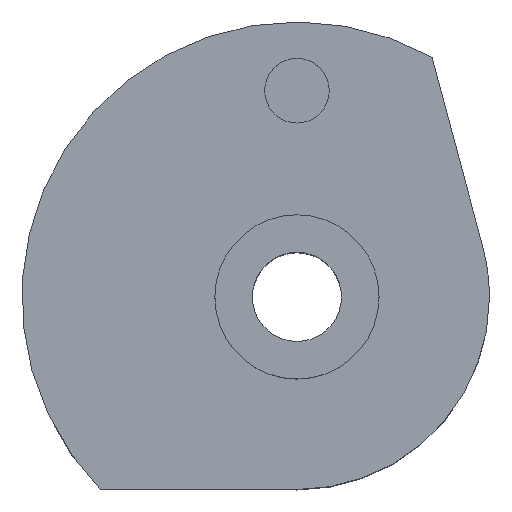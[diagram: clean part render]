
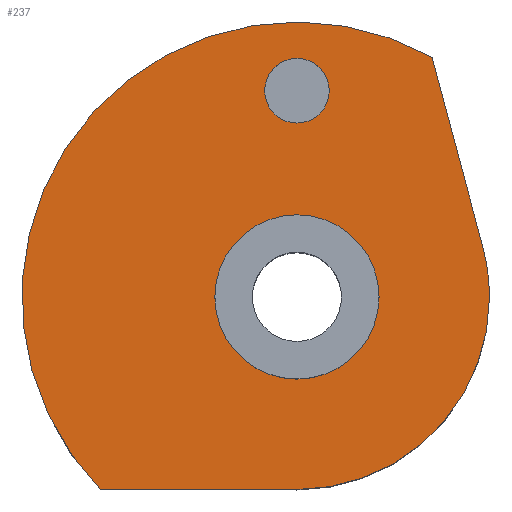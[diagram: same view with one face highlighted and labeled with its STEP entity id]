
A CAD part, top view. The second image highlights one B-rep face of the part: STEP entity #237.
In plain terms, the highlighted planar face has unit normal (0, 0, 1).
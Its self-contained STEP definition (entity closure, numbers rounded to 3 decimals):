
#18=FACE_BOUND('',#58,.T.);
#19=FACE_BOUND('',#59,.T.);
#22=PLANE('',#292);
#38=FACE_OUTER_BOUND('',#57,.T.);
#57=EDGE_LOOP('',(#198,#199,#200,#201,#202));
#58=EDGE_LOOP('',(#203));
#59=EDGE_LOOP('',(#204));
#78=LINE('',#436,#92);
#79=LINE('',#437,#93);
#92=VECTOR('',#362,1000.);
#93=VECTOR('',#363,1000.);
#99=CIRCLE('',#273,1.175);
#104=CIRCLE('',#281,2.985);
#106=CIRCLE('',#284,10.);
#109=CIRCLE('',#288,7.);
#111=CIRCLE('',#290,7.);
#115=VERTEX_POINT('',#390);
#120=VERTEX_POINT('',#406);
#122=VERTEX_POINT('',#412);
#123=VERTEX_POINT('',#413);
#127=VERTEX_POINT('',#423);
#128=VERTEX_POINT('',#425);
#131=VERTEX_POINT('',#431);
#137=EDGE_CURVE('',#115,#115,#99,.T.);
#144=EDGE_CURVE('',#120,#120,#104,.T.);
#147=EDGE_CURVE('',#122,#123,#106,.T.);
#153=EDGE_CURVE('',#128,#127,#109,.T.);
#157=EDGE_CURVE('',#127,#131,#111,.T.);
#158=EDGE_CURVE('',#123,#128,#78,.T.);
#159=EDGE_CURVE('',#131,#122,#79,.T.);
#198=ORIENTED_EDGE('',*,*,#158,.T.);
#199=ORIENTED_EDGE('',*,*,#153,.T.);
#200=ORIENTED_EDGE('',*,*,#157,.T.);
#201=ORIENTED_EDGE('',*,*,#159,.T.);
#202=ORIENTED_EDGE('',*,*,#147,.T.);
#203=ORIENTED_EDGE('',*,*,#144,.F.);
#204=ORIENTED_EDGE('',*,*,#137,.F.);
#237=ADVANCED_FACE('',(#38,#18,#19),#22,.T.);
#273=AXIS2_PLACEMENT_3D('',#392,#314,#315);
#281=AXIS2_PLACEMENT_3D('',#407,#332,#333);
#284=AXIS2_PLACEMENT_3D('',#414,#339,#340);
#288=AXIS2_PLACEMENT_3D('',#426,#350,#351);
#290=AXIS2_PLACEMENT_3D('',#433,#356,#357);
#292=AXIS2_PLACEMENT_3D('',#435,#360,#361);
#314=DIRECTION('center_axis',(0.,0.,1.));
#315=DIRECTION('ref_axis',(1.,0.,0.));
#332=DIRECTION('center_axis',(0.,0.,1.));
#333=DIRECTION('ref_axis',(1.,0.,0.));
#339=DIRECTION('center_axis',(0.,0.,1.));
#340=DIRECTION('ref_axis',(1.,0.,0.));
#350=DIRECTION('center_axis',(0.,0.,1.));
#351=DIRECTION('ref_axis',(1.,0.,0.));
#356=DIRECTION('center_axis',(0.,0.,1.));
#357=DIRECTION('ref_axis',(1.,0.,0.));
#360=DIRECTION('center_axis',(0.,0.,1.));
#361=DIRECTION('ref_axis',(1.,0.,0.));
#362=DIRECTION('',(1.,0.,0.));
#363=DIRECTION('',(-0.259,0.966,0.));
#390=CARTESIAN_POINT('',(-1.175,7.5,9.8));
#392=CARTESIAN_POINT('Origin',(0.,7.5,9.8));
#406=CARTESIAN_POINT('',(2.985,0.,9.8));
#407=CARTESIAN_POINT('Origin',(0.,0.,9.8));
#412=CARTESIAN_POINT('',(4.913,8.71,9.8));
#413=CARTESIAN_POINT('',(-7.141,-7.,9.8));
#414=CARTESIAN_POINT('Origin',(0.,0.,9.8));
#423=CARTESIAN_POINT('',(7.,0.,9.8));
#425=CARTESIAN_POINT('',(0.,-7.,9.8));
#426=CARTESIAN_POINT('Origin',(0.,0.,9.8));
#431=CARTESIAN_POINT('',(6.761,1.812,9.8));
#433=CARTESIAN_POINT('Origin',(0.,0.,9.8));
#435=CARTESIAN_POINT('Origin',(0.,0.,9.8));
#436=CARTESIAN_POINT('',(0.,-7.,9.8));
#437=CARTESIAN_POINT('',(6.761,1.812,9.8));
